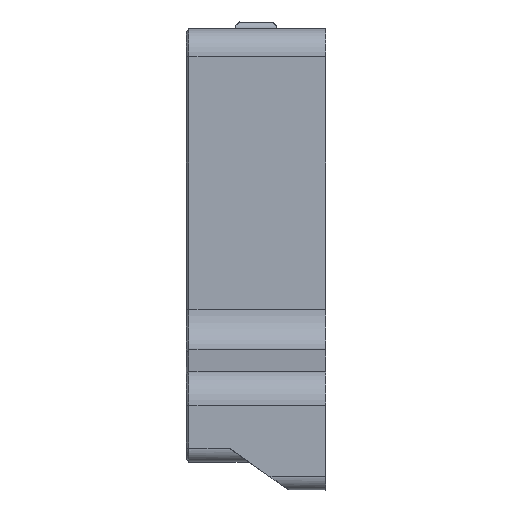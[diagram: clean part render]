
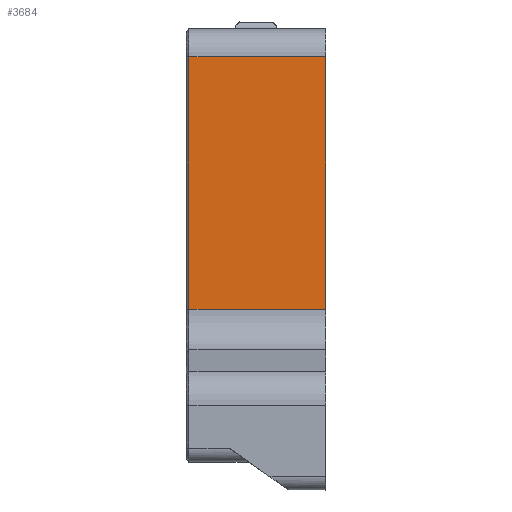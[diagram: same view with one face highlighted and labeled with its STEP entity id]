
A CAD part, front view. The second image highlights one B-rep face of the part: STEP entity #3684.
In plain terms, the highlighted planar face has unit normal (0, -1, 0).
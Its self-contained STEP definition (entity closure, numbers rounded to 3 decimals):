
#128=PLANE('',#4118);
#326=LINE('',#7913,#569);
#332=LINE('',#7937,#575);
#333=LINE('',#7940,#576);
#334=LINE('',#7941,#577);
#569=VECTOR('',#5083,10.);
#575=VECTOR('',#5105,6.);
#576=VECTOR('',#5108,10.);
#577=VECTOR('',#5109,10.);
#913=FACE_OUTER_BOUND('',#1142,.T.);
#1142=EDGE_LOOP('',(#3220,#3221,#3222,#3223));
#1749=VERTEX_POINT('',#7910);
#1750=VERTEX_POINT('',#7912);
#1759=VERTEX_POINT('',#7933);
#1761=VERTEX_POINT('',#7939);
#2254=EDGE_CURVE('',#1749,#1750,#326,.T.);
#2267=EDGE_CURVE('',#1750,#1759,#332,.T.);
#2268=EDGE_CURVE('',#1761,#1759,#333,.T.);
#2269=EDGE_CURVE('',#1761,#1749,#334,.T.);
#3220=ORIENTED_EDGE('',*,*,#2268,.T.);
#3221=ORIENTED_EDGE('',*,*,#2267,.F.);
#3222=ORIENTED_EDGE('',*,*,#2254,.F.);
#3223=ORIENTED_EDGE('',*,*,#2269,.F.);
#3684=ADVANCED_FACE('',(#913),#128,.F.);
#4118=AXIS2_PLACEMENT_3D('',#7938,#5106,#5107);
#5083=DIRECTION('',(0.,0.,-1.));
#5105=DIRECTION('',(-1.,0.,0.));
#5106=DIRECTION('center_axis',(0.,1.,0.));
#5107=DIRECTION('ref_axis',(0.,0.,
1.));
#5108=DIRECTION('',(0.,0.,-1.));
#5109=DIRECTION('',(1.,0.,0.));
#7910=CARTESIAN_POINT('',(331.6,29.7,-62.096));
#7912=CARTESIAN_POINT('',(331.6,29.7,-98.198));
#7913=CARTESIAN_POINT('',(331.6,29.7,-94.647));
#7933=CARTESIAN_POINT('',(312.,29.7,-98.198));
#7937=CARTESIAN_POINT('',(331.6,29.7,-98.198));
#7938=CARTESIAN_POINT('Origin',(331.6,29.7,-98.198));
#7939=CARTESIAN_POINT('',(312.,29.7,-62.096));
#7940=CARTESIAN_POINT('',(312.,29.7,-94.647));
#7941=CARTESIAN_POINT('',(331.6,29.7,-62.096));
